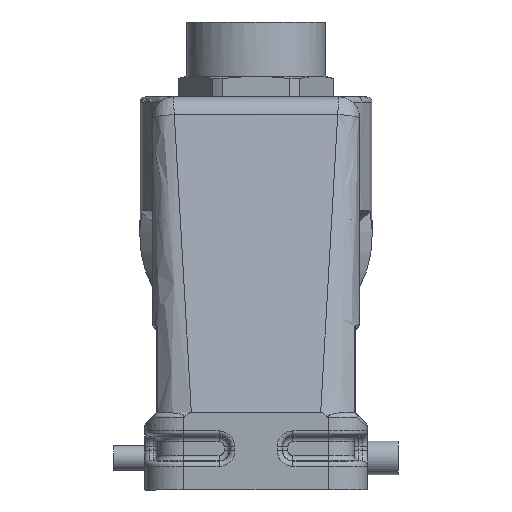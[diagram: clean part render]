
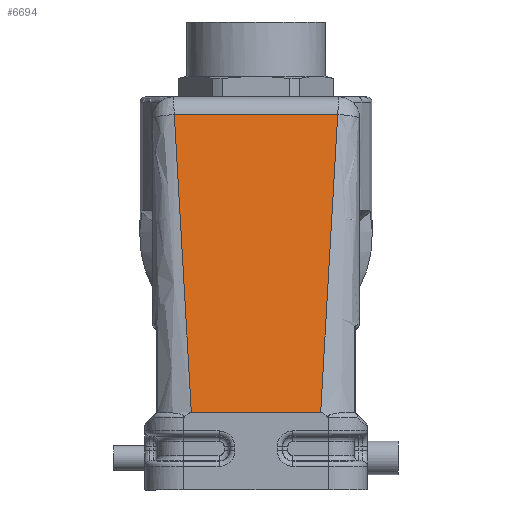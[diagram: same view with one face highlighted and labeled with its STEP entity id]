
A CAD part, left-side view. The second image highlights one B-rep face of the part: STEP entity #6694.
In plain terms, the highlighted planar face has unit normal (-0.99, 0, 0.139).
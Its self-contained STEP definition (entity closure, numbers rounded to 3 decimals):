
#6018=FACE_OUTER_BOUND('',#7814,.T.);
#6694=ADVANCED_FACE('',(#6018),#7297,.T.);
#7297=PLANE('',#16930);
#7814=EDGE_LOOP('',(#9928,#9929,#9930,#9931));
#9928=ORIENTED_EDGE('',*,*,#13361,.T.);
#9929=ORIENTED_EDGE('',*,*,#13942,.T.);
#9930=ORIENTED_EDGE('',*,*,#13943,.T.);
#9931=ORIENTED_EDGE('',*,*,#13944,.T.);
#12284=VERTEX_POINT('',#20686);
#12285=VERTEX_POINT('',#20697);
#12679=VERTEX_POINT('',#23070);
#12680=VERTEX_POINT('',#23072);
#13361=EDGE_CURVE('',#12284,#12285,#15033,.T.);
#13942=EDGE_CURVE('',#12285,#12679,#15375,.T.);
#13943=EDGE_CURVE('',#12679,#12680,#15376,.T.);
#13944=EDGE_CURVE('',#12680,#12284,#15377,.T.);
#15033=LINE('',#20698,#15795);
#15375=LINE('',#23069,#16203);
#15376=LINE('',#23071,#16204);
#15377=LINE('',#23073,#16205);
#15795=VECTOR('',#17698,1.);
#16203=VECTOR('',#18736,1.);
#16204=VECTOR('',#18737,1.);
#16205=VECTOR('',#18738,1.);
#16930=AXIS2_PLACEMENT_3D('',#23074,#18739,#18740);
#17698=DIRECTION('',(0.,1.,0.));
#18736=DIRECTION('',(-0.139,-0.057,-0.989));
#18737=DIRECTION('',(0.,-1.,0.));
#18738=DIRECTION('',(0.139,-0.057,0.989));
#18739=DIRECTION('',(-0.99,0.,0.139));
#18740=DIRECTION('',(-0.139,0.,-0.99));
#20686=CARTESIAN_POINT('',(-38.661,-15.802,72.557));
#20697=CARTESIAN_POINT('',(-38.661,15.802,72.557));
#20698=CARTESIAN_POINT('',(-38.661,-15.802,72.557));
#23069=CARTESIAN_POINT('',(-38.661,15.802,72.557));
#23070=CARTESIAN_POINT('',(-46.74,12.504,15.069));
#23071=CARTESIAN_POINT('',(-46.74,12.504,15.069));
#23072=CARTESIAN_POINT('',(-46.74,-12.504,15.069));
#23073=CARTESIAN_POINT('',(-46.74,-12.504,15.069));
#23074=CARTESIAN_POINT('',(-37.734,16.802,79.149));
